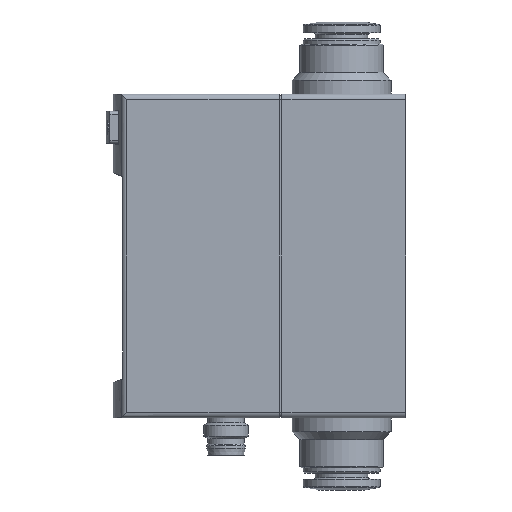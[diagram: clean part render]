
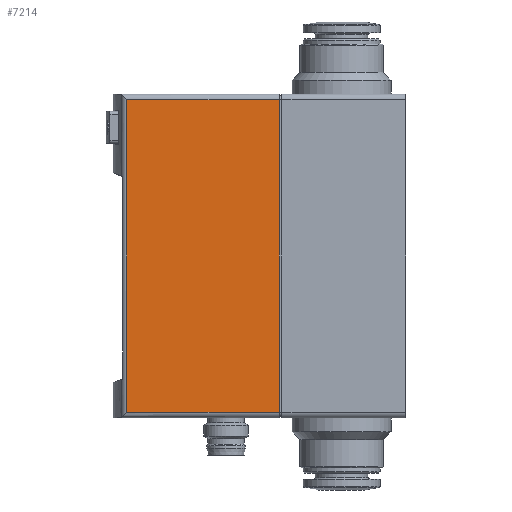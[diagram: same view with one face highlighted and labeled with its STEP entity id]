
A CAD part, left-side view. The second image highlights one B-rep face of the part: STEP entity #7214.
In plain terms, the highlighted planar face has unit normal (-1, 0, 0).
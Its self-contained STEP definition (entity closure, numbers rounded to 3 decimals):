
#687=ORIENTED_EDGE('',*,*,#2114,.T.);
#688=ORIENTED_EDGE('',*,*,#2115,.T.);
#689=ORIENTED_EDGE('',*,*,#2116,.F.);
#690=ORIENTED_EDGE('',*,*,#2112,.T.);
#2112=EDGE_CURVE('',#2814,#2813,#3258,.T.);
#2114=EDGE_CURVE('',#2813,#2815,#3259,.T.);
#2115=EDGE_CURVE('',#2815,#2816,#3260,.T.);
#2116=EDGE_CURVE('',#2814,#2816,#3261,.T.);
#2813=VERTEX_POINT('',#10125);
#2814=VERTEX_POINT('',#10127);
#2815=VERTEX_POINT('',#10131);
#2816=VERTEX_POINT('',#10133);
#3258=LINE('',#10126,#3704);
#3259=LINE('',#10130,#3705);
#3260=LINE('',#10132,#3706);
#3261=LINE('',#10134,#3707);
#3704=VECTOR('',#8399,1000.);
#3705=VECTOR('',#8404,1000.);
#3706=VECTOR('',#8405,1000.);
#3707=VECTOR('',#8406,1000.);
#4066=EDGE_LOOP('',(#687,#688,#689,#690));
#4468=FACE_BOUND('',#4066,.T.);
#4851=PLANE('',#7610);
#7214=ADVANCED_FACE('',(#4468),#4851,.F.);
#7610=AXIS2_PLACEMENT_3D('',#10129,#8402,#8403);
#8399=DIRECTION('',(0.,0.,-1.));
#8402=DIRECTION('',(1.,0.,0.));
#8403=DIRECTION('',(0.,0.,-1.));
#8404=DIRECTION('',(0.,-1.,0.));
#8405=DIRECTION('',(0.,0.,1.));
#8406=DIRECTION('',(0.,-1.,0.));
#10125=CARTESIAN_POINT('',(-10.,49.984,-28.));
#10126=CARTESIAN_POINT('',(-10.,49.984,29.));
#10127=CARTESIAN_POINT('',(-10.,49.984,28.));
#10129=CARTESIAN_POINT('',(-10.,52.5,-28.));
#10130=CARTESIAN_POINT('',(-10.,52.5,-28.));
#10131=CARTESIAN_POINT('',(-10.,22.7,-28.));
#10132=CARTESIAN_POINT('',(-10.,22.7,-28.));
#10133=CARTESIAN_POINT('',(-10.,22.7,28.));
#10134=CARTESIAN_POINT('',(-10.,52.5,28.));
